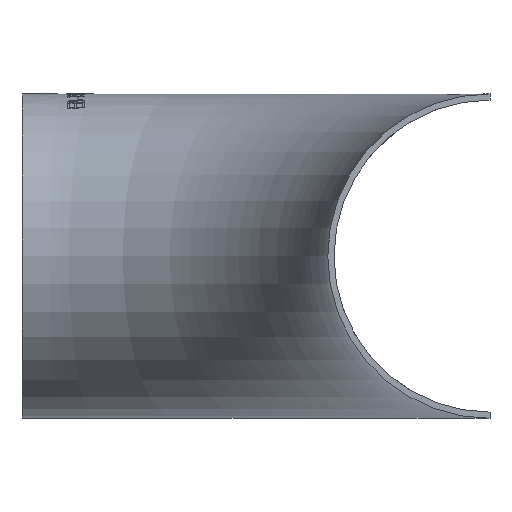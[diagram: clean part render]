
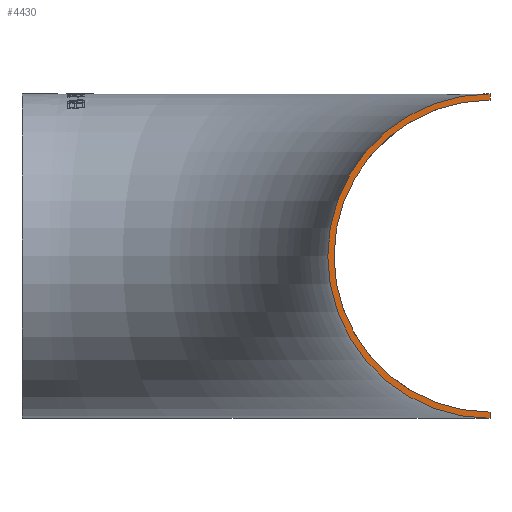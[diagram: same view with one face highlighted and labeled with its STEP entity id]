
A CAD part, left-side view. The second image highlights one B-rep face of the part: STEP entity #4430.
In plain terms, the highlighted planar face has unit normal (-1, 0, 0).
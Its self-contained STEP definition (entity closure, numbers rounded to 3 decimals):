
#121 = ORIENTED_EDGE ( 'NONE', *, *, #8423, .T. ) ;
#595 = DIRECTION ( 'NONE',  ( 0., 0., 1. ) ) ;
#1114 = AXIS2_PLACEMENT_3D ( 'NONE', #6595, #7310, #5062 ) ;
#1582 = CIRCLE ( 'NONE', #6302, 75. ) ;
#1700 = LINE ( 'NONE', #7614, #4390 ) ;
#1721 = CIRCLE ( 'NONE', #3729, 78. ) ;
#2315 = EDGE_LOOP ( 'NONE', ( #9812, #5028, #121, #8385 ) ) ;
#2564 = VERTEX_POINT ( 'NONE', #6505 ) ;
#2655 = EDGE_CURVE ( 'NONE', #2564, #3619, #1721, .T. ) ;
#2675 = PLANE ( 'NONE',  #1114 ) ;
#2924 = DIRECTION ( 'NONE',  ( 1., 0., 0. ) ) ;
#3036 = VERTEX_POINT ( 'NONE', #8444 ) ;
#3619 = VERTEX_POINT ( 'NONE', #6379 ) ;
#3708 = DIRECTION ( 'NONE',  ( 0., 0., -1. ) ) ;
#3729 = AXIS2_PLACEMENT_3D ( 'NONE', #10002, #2924, #3708 ) ;
#4390 = VECTOR ( 'NONE', #595, 1000. ) ;
#4430 = ADVANCED_FACE ( 'NONE', ( #9507 ), #2675, .F. ) ;
#4496 = EDGE_CURVE ( 'NONE', #3036, #4577, #1582, .T. ) ;
#4577 = VERTEX_POINT ( 'NONE', #9434 ) ;
#4663 = DIRECTION ( 'NONE',  ( 0., 0., -1. ) ) ;
#5028 = ORIENTED_EDGE ( 'NONE', *, *, #4496, .T. ) ;
#5062 = DIRECTION ( 'NONE',  ( 0., 0., -1. ) ) ;
#5537 = CARTESIAN_POINT ( 'NONE',  ( 0., 0., 0. ) ) ;
#6121 = DIRECTION ( 'NONE',  ( 0., 0., 1. ) ) ;
#6302 = AXIS2_PLACEMENT_3D ( 'NONE', #5537, #6973, #4663 ) ;
#6379 = CARTESIAN_POINT ( 'NONE',  ( 0., 0., 78. ) ) ;
#6505 = CARTESIAN_POINT ( 'NONE',  ( 0., 0., -78. ) ) ;
#6595 = CARTESIAN_POINT ( 'NONE',  ( 0., 0., 0. ) ) ;
#6973 = DIRECTION ( 'NONE',  ( 1., 0., 0. ) ) ;
#7158 = VECTOR ( 'NONE', #6121, 1000. ) ;
#7310 = DIRECTION ( 'NONE',  ( 1., 0., 0. ) ) ;
#7614 = CARTESIAN_POINT ( 'NONE',  ( 0., 0., -168. ) ) ;
#8240 = LINE ( 'NONE', #10060, #7158 ) ;
#8385 = ORIENTED_EDGE ( 'NONE', *, *, #2655, .F. ) ;
#8423 = EDGE_CURVE ( 'NONE', #4577, #3619, #1700, .T. ) ;
#8444 = CARTESIAN_POINT ( 'NONE',  ( 0., 0., -75. ) ) ;
#9434 = CARTESIAN_POINT ( 'NONE',  ( 0., 0., 75. ) ) ;
#9507 = FACE_OUTER_BOUND ( 'NONE', #2315, .T. ) ;
#9812 = ORIENTED_EDGE ( 'NONE', *, *, #9819, .T. ) ;
#9819 = EDGE_CURVE ( 'NONE', #2564, #3036, #8240, .T. ) ;
#10002 = CARTESIAN_POINT ( 'NONE',  ( 0., 0., 0. ) ) ;
#10060 = CARTESIAN_POINT ( 'NONE',  ( 0., 0., -168. ) ) ;
